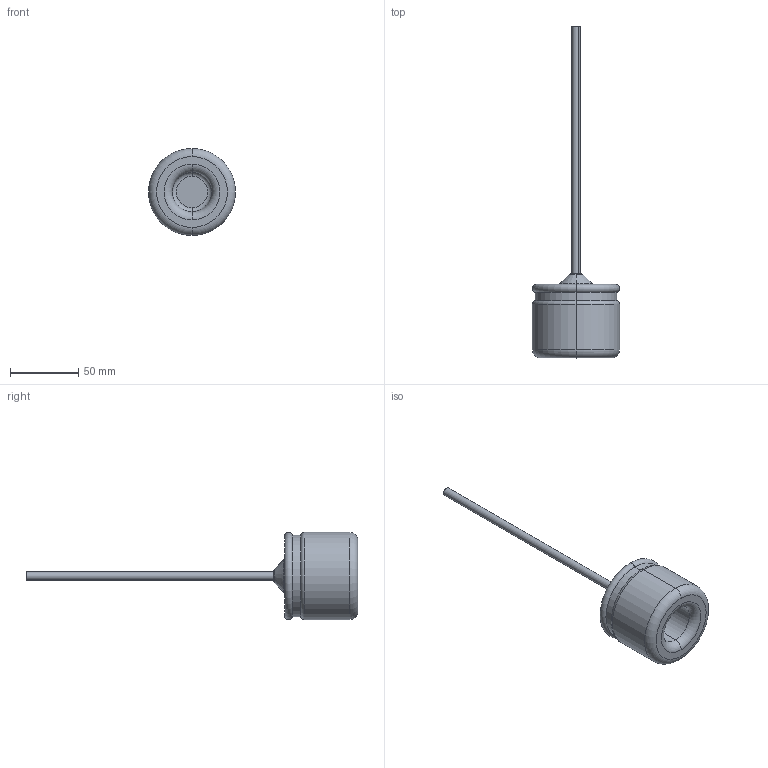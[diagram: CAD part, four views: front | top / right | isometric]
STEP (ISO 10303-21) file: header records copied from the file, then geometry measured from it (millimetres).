
FILE_DESCRIPTION (( 'STEP AP214' ), '1' );
FILE_NAME ('ÏÐ-1000 (â ñáîðå ñ çàëèâêîé).STEP', '2024-08-20T08:17:12', ( '' ), ( '' ), 'SwSTEP 2.0', 'SolidWorks 2021', '' );
FILE_SCHEMA (( 'AUTOMOTIVE_DESIGN' ));
Length unit declared in the file: millimetre
Products named in the file (3): ÊÌÃÏÝÓÃ 6õ0,12-2,0; ÏÐ-1000 (â ñáîðå ñ çàëèâêîé); ÏÐ-1000 çàëèâêà àíòåííû
Assembly tree (2 placements, depth 2):
  ÏÐ-1000 (â ñáîðå ñ çàëèâêîé)
    ÊÌÃÏÝÓÃ 6õ0,12-2,0
    ÏÐ-1000 çàëèâêà àíòåííû
Bounding box: 64 x 244 x 64 mm (x, y, z)
Volume: 150841.8 mm3; surface area: 23838.4 mm2
Topology: 2 solids, 2 shells, 30 faces, 56 edges, 32 vertices
Faces by surface type: torus 14, cylinder 8, plane 6, cone 2
Entity records: 868 total; most frequent: DIRECTION 172, CARTESIAN_POINT 123, ORIENTED_EDGE 112, AXIS2_PLACEMENT_3D 81, EDGE_CURVE 56, CIRCLE 46, VERTEX_POINT 32, EDGE_LOOP 32
